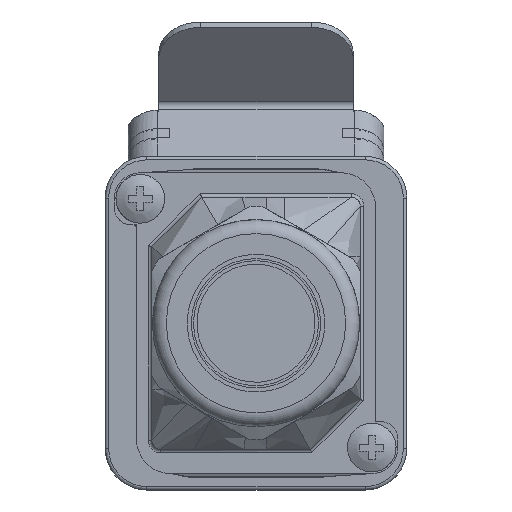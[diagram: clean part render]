
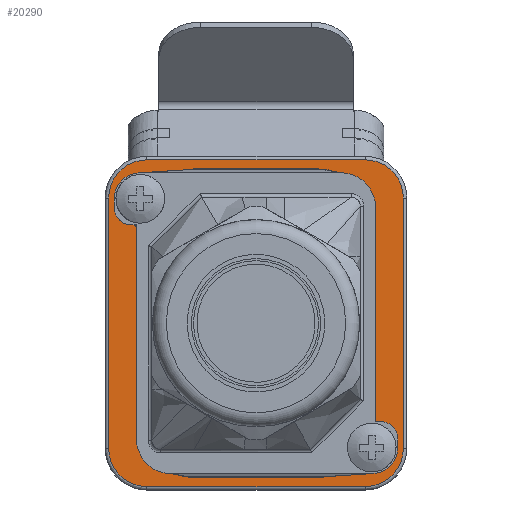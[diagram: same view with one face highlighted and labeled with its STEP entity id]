
A CAD part, front view. The second image highlights one B-rep face of the part: STEP entity #20290.
In plain terms, the highlighted planar face has unit normal (0, -1, 0).
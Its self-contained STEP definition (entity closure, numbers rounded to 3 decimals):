
#20290=ADVANCED_FACE('196-0-24',(#23336,#23337),#22457,.F.);
#22457=PLANE('',#56379);
#23336=FACE_BOUND('',#23954,.T.);
#23337=FACE_BOUND('',#23955,.T.);
#23954=EDGE_LOOP('',(#29450,#29451,#29452,#29453,#29454,#29455,#29456,#29457));
#23955=EDGE_LOOP('',(#29458,#29459,#29460,#29461,#29462,#29463,#29464,#29465));
#26423=CIRCLE('',#56360,5.5);
#26426=CIRCLE('',#56364,5.5);
#26429=CIRCLE('',#56368,5.5);
#26432=CIRCLE('',#56372,5.5);
#26434=CIRCLE('',#56375,7.);
#26435=CIRCLE('',#56376,7.);
#26436=CIRCLE('',#56377,7.);
#26437=CIRCLE('',#56378,7.);
#29450=ORIENTED_EDGE('',*,*,#44470,.F.);
#29451=ORIENTED_EDGE('',*,*,#44471,.F.);
#29452=ORIENTED_EDGE('',*,*,#44472,.F.);
#29453=ORIENTED_EDGE('',*,*,#44473,.F.);
#29454=ORIENTED_EDGE('',*,*,#44474,.F.);
#29455=ORIENTED_EDGE('',*,*,#44475,.F.);
#29456=ORIENTED_EDGE('',*,*,#44476,.F.);
#29457=ORIENTED_EDGE('',*,*,#44477,.F.);
#29458=ORIENTED_EDGE('',*,*,#44467,.F.);
#29459=ORIENTED_EDGE('',*,*,#44465,.F.);
#29460=ORIENTED_EDGE('',*,*,#44463,.F.);
#29461=ORIENTED_EDGE('',*,*,#44461,.F.);
#29462=ORIENTED_EDGE('',*,*,#44459,.F.);
#29463=ORIENTED_EDGE('',*,*,#44457,.F.);
#29464=ORIENTED_EDGE('',*,*,#44455,.F.);
#29465=ORIENTED_EDGE('',*,*,#44469,.F.);
#40441=VERTEX_POINT('',#73391);
#40442=VERTEX_POINT('',#73393);
#40443=VERTEX_POINT('',#73421);
#40444=VERTEX_POINT('',#73425);
#40445=VERTEX_POINT('',#73453);
#40446=VERTEX_POINT('',#73457);
#40447=VERTEX_POINT('',#73485);
#40448=VERTEX_POINT('',#73489);
#40449=VERTEX_POINT('',#73519);
#40450=VERTEX_POINT('',#73520);
#40451=VERTEX_POINT('',#73522);
#40452=VERTEX_POINT('',#73524);
#40453=VERTEX_POINT('',#73526);
#40454=VERTEX_POINT('',#73528);
#40455=VERTEX_POINT('',#73530);
#40456=VERTEX_POINT('',#73532);
#44455=EDGE_CURVE('',#40441,#40442,#26423,.T.);
#44457=EDGE_CURVE('',#40442,#40443,#50022,.T.);
#44459=EDGE_CURVE('',#40443,#40444,#26426,.T.);
#44461=EDGE_CURVE('',#40444,#40445,#50023,.T.);
#44463=EDGE_CURVE('',#40445,#40446,#26429,.T.);
#44465=EDGE_CURVE('',#40446,#40447,#50024,.T.);
#44467=EDGE_CURVE('',#40447,#40448,#26432,.T.);
#44469=EDGE_CURVE('',#40448,#40441,#50025,.T.);
#44470=EDGE_CURVE('',#40449,#40450,#26434,.T.);
#44471=EDGE_CURVE('',#40451,#40449,#50026,.T.);
#44472=EDGE_CURVE('',#40452,#40451,#26435,.T.);
#44473=EDGE_CURVE('',#40453,#40452,#50027,.T.);
#44474=EDGE_CURVE('',#40454,#40453,#26436,.T.);
#44475=EDGE_CURVE('',#40455,#40454,#50028,.T.);
#44476=EDGE_CURVE('',#40456,#40455,#26437,.T.);
#44477=EDGE_CURVE('',#40450,#40456,#50029,.T.);
#50022=LINE('',#73420,#53194);
#50023=LINE('',#73452,#53195);
#50024=LINE('',#73484,#53196);
#50025=LINE('',#73516,#53197);
#50026=LINE('',#73521,#53198);
#50027=LINE('',#73525,#53199);
#50028=LINE('',#73529,#53200);
#50029=LINE('',#73533,#53201);
#53194=VECTOR('',#60875,1.);
#53195=VECTOR('',#60884,1.);
#53196=VECTOR('',#60893,1.);
#53197=VECTOR('',#60902,1.);
#53198=VECTOR('',#60907,1.);
#53199=VECTOR('',#60910,1.);
#53200=VECTOR('',#60913,1.);
#53201=VECTOR('',#60916,1.);
#56360=AXIS2_PLACEMENT_3D('',#73392,#60871,#60872);
#56364=AXIS2_PLACEMENT_3D('',#73424,#60880,#60881);
#56368=AXIS2_PLACEMENT_3D('',#73456,#60889,#60890);
#56372=AXIS2_PLACEMENT_3D('',#73488,#60898,#60899);
#56375=AXIS2_PLACEMENT_3D('',#73518,#60905,#60906);
#56376=AXIS2_PLACEMENT_3D('',#73523,#60908,#60909);
#56377=AXIS2_PLACEMENT_3D('',#73527,#60911,#60912);
#56378=AXIS2_PLACEMENT_3D('',#73531,#60914,#60915);
#56379=AXIS2_PLACEMENT_3D('',#73534,#60917,#60918);
#60871=DIRECTION('',(0.,1.,0.));
#60872=DIRECTION('',(0.,0.,-1.));
#60875=DIRECTION('',(0.,0.,1.));
#60880=DIRECTION('',(0.,1.,0.));
#60881=DIRECTION('',(-1.,0.,0.));
#60884=DIRECTION('',(1.,0.,0.));
#60889=DIRECTION('',(0.,1.,0.));
#60890=DIRECTION('',(0.,0.,1.));
#60893=DIRECTION('',(0.,0.,-1.));
#60898=DIRECTION('',(0.,1.,0.));
#60899=DIRECTION('',(1.,0.,0.));
#60902=DIRECTION('',(-1.,0.,0.));
#60905=DIRECTION('',(0.,-1.,0.));
#60906=DIRECTION('',(0.,0.,-1.));
#60907=DIRECTION('',(1.,0.,0.));
#60908=DIRECTION('',(0.,-1.,0.));
#60909=DIRECTION('',(-1.,0.,0.));
#60910=DIRECTION('',(0.,0.,-1.));
#60911=DIRECTION('',(0.,-1.,0.));
#60912=DIRECTION('',(0.,0.,1.));
#60913=DIRECTION('',(-1.,0.,0.));
#60914=DIRECTION('',(0.,-1.,0.));
#60915=DIRECTION('',(1.,0.,0.));
#60916=DIRECTION('',(0.,0.,1.));
#60917=DIRECTION('',(0.,1.,0.));
#60918=DIRECTION('',(0.,0.,1.));
#73391=CARTESIAN_POINT('',(-15.7,-92.101,16.434));
#73392=CARTESIAN_POINT('',(-15.7,-92.101,21.934));
#73393=CARTESIAN_POINT('',(-21.2,-92.101,21.934));
#73420=CARTESIAN_POINT('',(-21.2,-92.101,21.934));
#73421=CARTESIAN_POINT('',(-21.2,-92.101,57.934));
#73424=CARTESIAN_POINT('',(-15.7,-92.101,57.934));
#73425=CARTESIAN_POINT('',(-15.7,-92.101,63.434));
#73452=CARTESIAN_POINT('',(-15.7,-92.101,63.434));
#73453=CARTESIAN_POINT('',(15.7,-92.101,63.434));
#73456=CARTESIAN_POINT('',(15.7,-92.101,57.934));
#73457=CARTESIAN_POINT('',(21.2,-92.101,57.934));
#73484=CARTESIAN_POINT('',(21.2,-92.101,57.934));
#73485=CARTESIAN_POINT('',(21.2,-92.101,21.934));
#73488=CARTESIAN_POINT('',(15.7,-92.101,21.934));
#73489=CARTESIAN_POINT('',(15.7,-92.101,16.434));
#73516=CARTESIAN_POINT('',(15.7,-92.101,16.434));
#73518=CARTESIAN_POINT('',(9.,-92.101,24.734));
#73519=CARTESIAN_POINT('',(9.,-92.101,17.734));
#73520=CARTESIAN_POINT('',(16.,-92.101,24.734));
#73521=CARTESIAN_POINT('',(-9.,-92.101,17.734));
#73522=CARTESIAN_POINT('',(-9.,-92.101,17.734));
#73523=CARTESIAN_POINT('',(-9.,-92.101,24.734));
#73524=CARTESIAN_POINT('',(-16.,-92.101,24.734));
#73525=CARTESIAN_POINT('',(-16.,-92.101,55.134));
#73526=CARTESIAN_POINT('',(-16.,-92.101,55.134));
#73527=CARTESIAN_POINT('',(-9.,-92.101,55.134));
#73528=CARTESIAN_POINT('',(-9.,-92.101,62.134));
#73529=CARTESIAN_POINT('',(9.,-92.101,62.134));
#73530=CARTESIAN_POINT('',(9.,-92.101,62.134));
#73531=CARTESIAN_POINT('',(9.,-92.101,55.134));
#73532=CARTESIAN_POINT('',(16.,-92.101,55.134));
#73533=CARTESIAN_POINT('',(16.,-92.101,24.734));
#73534=CARTESIAN_POINT('',(-22.885,-92.101,12.009));
